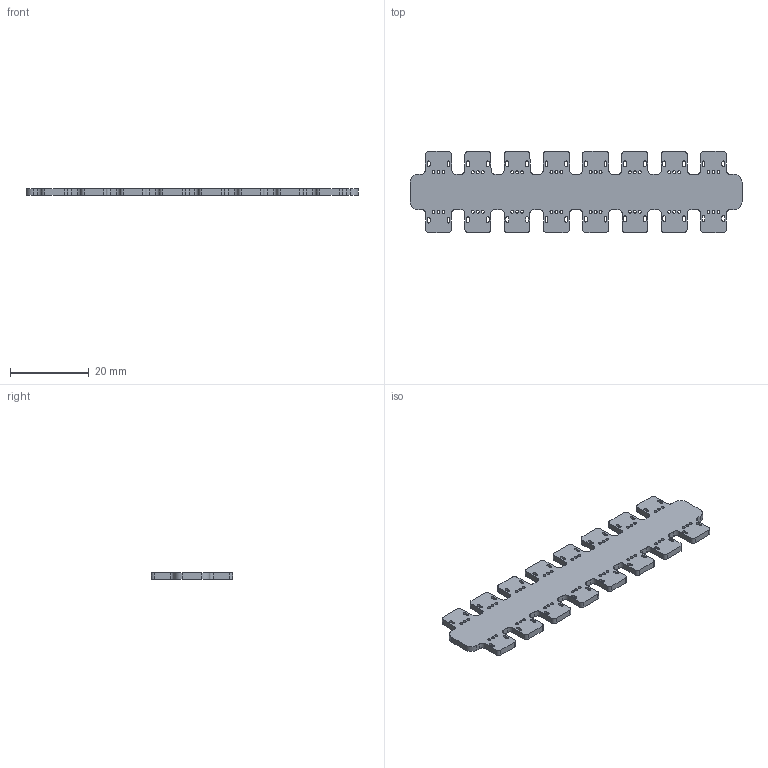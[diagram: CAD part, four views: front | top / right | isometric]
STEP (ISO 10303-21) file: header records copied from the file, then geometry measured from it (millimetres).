
FILE_DESCRIPTION(('Open CASCADE Model'),'2;1');
FILE_NAME('Open CASCADE Shape Model','2022-03-07T01:38:18',('Author'),( 'Open CASCADE'),'Open CASCADE STEP processor 6.8','Open CASCADE 6.8' ,'Unknown');
FILE_SCHEMA(('AUTOMOTIVE_DESIGN { 1 0 10303 214 1 1 1 1 }'));
Length unit declared in the file: millimetre
Products named in the file (3): PCB; Board; Open CASCADE STEP translator 6.8 3.1.1
Assembly tree (2 placements, depth 3):
  PCB
    Board
      Open CASCADE STEP translator 6.8 3.1.1
Bounding box: 84.54 x 20.7 x 1.55 mm (x, y, z)
Volume: 2051.7 mm3; surface area: 3542.5 mm2
Topology: 1 solids, 1 shells, 314 faces, 936 edges, 624 vertices
Faces by surface type: cylinder 180, plane 134
Full cylindrical faces by diameter (mm): 0.71 x48
Entity records: 11057 total; most frequent: DIRECTION 1930, CARTESIAN_POINT 1877, ORIENTED_EDGE 1872, EDGE_CURVE 936, AXIS2_PLACEMENT_3D 677, VERTEX_POINT 624, LINE 576, VECTOR 576
